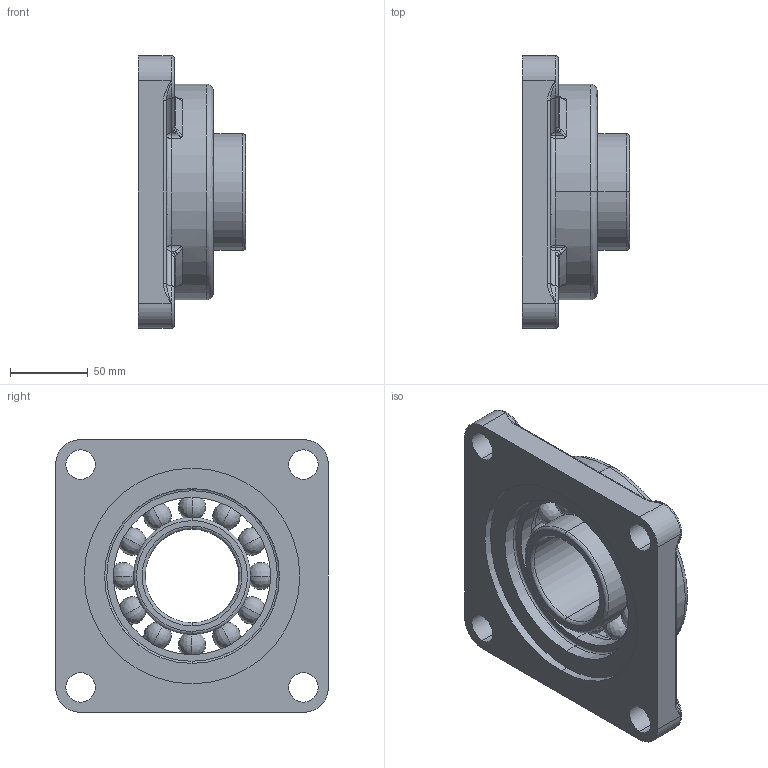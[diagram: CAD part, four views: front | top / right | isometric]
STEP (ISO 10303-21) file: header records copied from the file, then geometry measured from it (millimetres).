
FILE_DESCRIPTION (( 'STEP AP203' ), '1' );
FILE_NAME ('UCF212.STEP', '2023-04-11T00:23:39', ( '' ), ( '' ), 'SwSTEP 2.0', 'SolidWorks 2021', '' );
FILE_SCHEMA (( 'CONFIG_CONTROL_DESIGN' ));
Length unit declared in the file: millimetre
Products named in the file (1): UCF212
Bounding box: 68.7 x 175 x 175 mm (x, y, z)
Volume: 684064.2 mm3; surface area: 129975.6 mm2
Topology: 14 solids, 14 shells, 208 faces, 494 edges, 251 vertices
Faces by surface type: bspline 117, cylinder 60, plane 27, cone 4
Entity records: 9102 total; most frequent: CARTESIAN_POINT 5189, ORIENTED_EDGE 856, DIRECTION 714, EDGE_CURVE 428, AXIS2_PLACEMENT_3D 305, VERTEX_POINT 251, EDGE_LOOP 223, CIRCLE 213
